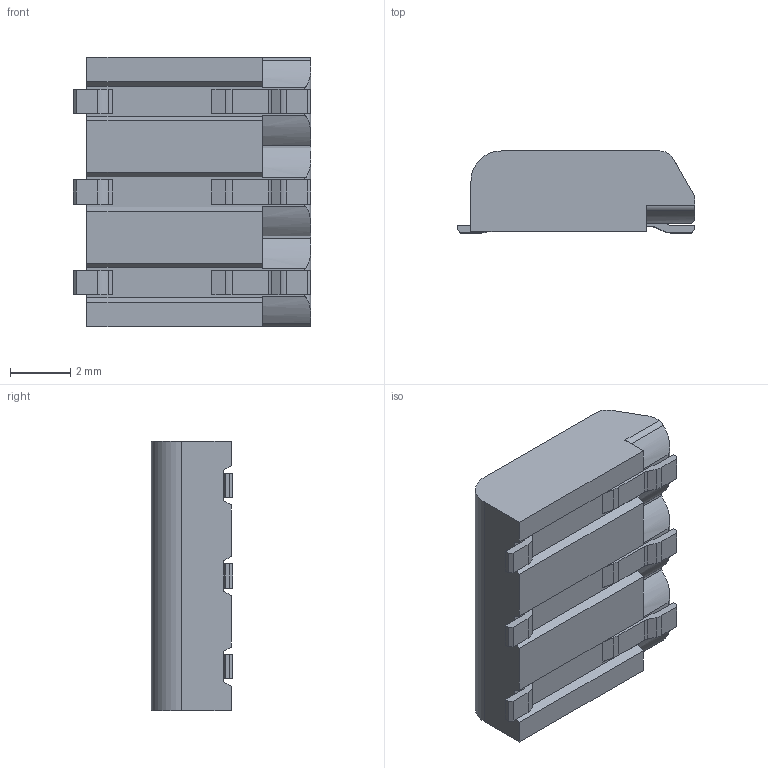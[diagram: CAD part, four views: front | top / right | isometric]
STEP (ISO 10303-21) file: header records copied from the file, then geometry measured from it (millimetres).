
FILE_DESCRIPTION( ( 'STEP AP203' ), '1' );
FILE_NAME( '2059-303_998-403.stp', '2019-12-15T00:35:50', ( '' ), ( '' ), ' ', 'PARTsolutions', ' ' );
FILE_SCHEMA( ( 'CONFIG_CONTROL_DESIGN' ) );
Length unit declared in the file: millimetre
Products named in the file (1): _2059-303/998-403
Bounding box: 7.85 x 2.7 x 8.9 mm (x, y, z)
Volume: 144.2 mm3; surface area: 258.8 mm2
Topology: 1 solids, 1 shells, 126 faces, 342 edges, 227 vertices
Faces by surface type: plane 82, cylinder 41, torus 3
Full cylindrical faces by diameter (mm): 1.1 x3, 1.6 x3
Entity records: 3998 total; most frequent: CARTESIAN_POINT 773, ORIENTED_EDGE 660, DIRECTION 648, EDGE_CURVE 330, LINE 242, VECTOR 242, VERTEX_POINT 224, AXIS2_PLACEMENT_3D 203
